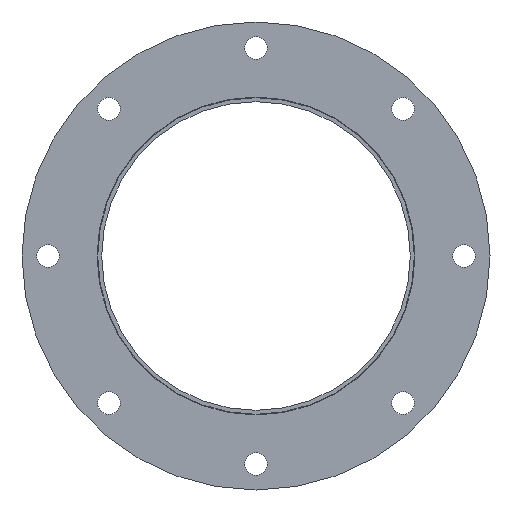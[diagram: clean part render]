
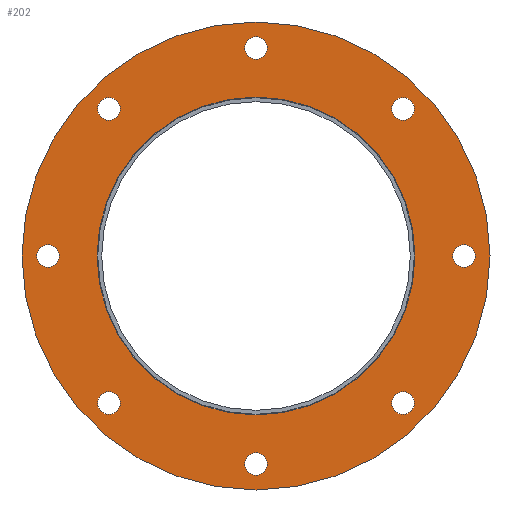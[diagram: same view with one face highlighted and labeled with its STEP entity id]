
A CAD part, front view. The second image highlights one B-rep face of the part: STEP entity #202.
In plain terms, the highlighted planar face has unit normal (0, -1, 0).
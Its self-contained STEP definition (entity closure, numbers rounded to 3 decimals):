
#3 = CIRCLE ( 'NONE', #161, 5.5 ) ;
#14 = ORIENTED_EDGE ( 'NONE', *, *, #346, .T. ) ;
#22 = FACE_BOUND ( 'NONE', #160, .T. ) ;
#24 = DIRECTION ( 'NONE',  ( 0., 1., 0. ) ) ;
#29 = CARTESIAN_POINT ( 'NONE',  ( 100., -15.2, 0. ) ) ;
#31 = ORIENTED_EDGE ( 'NONE', *, *, #393, .F. ) ;
#32 = DIRECTION ( 'NONE',  ( 0., 0., -1. ) ) ;
#33 = FACE_BOUND ( 'NONE', #126, .T. ) ;
#34 = CARTESIAN_POINT ( 'NONE',  ( 0., -15.2, -100. ) ) ;
#35 = CIRCLE ( 'NONE', #178, 5.5 ) ;
#39 = ORIENTED_EDGE ( 'NONE', *, *, #500, .T. ) ;
#45 = AXIS2_PLACEMENT_3D ( 'NONE', #101, #24, #183 ) ;
#53 = DIRECTION ( 'NONE',  ( 0., 0., -1. ) ) ;
#58 = FACE_BOUND ( 'NONE', #272, .T. ) ;
#73 = CARTESIAN_POINT ( 'NONE',  ( 0., -15.2, 94.5 ) ) ;
#80 = EDGE_LOOP ( 'NONE', ( #215 ) ) ;
#81 = FACE_BOUND ( 'NONE', #331, .T. ) ;
#86 = VERTEX_POINT ( 'NONE', #158 ) ;
#92 = DIRECTION ( 'NONE',  ( 0., -1., 0. ) ) ;
#98 = DIRECTION ( 'NONE',  ( 0., 0., -1. ) ) ;
#101 = CARTESIAN_POINT ( 'NONE',  ( 0., -15.2, 0. ) ) ;
#102 = VERTEX_POINT ( 'NONE', #339 ) ;
#108 = CIRCLE ( 'NONE', #494, 76.4 ) ;
#111 = DIRECTION ( 'NONE',  ( 0., 1., 0. ) ) ;
#112 = EDGE_LOOP ( 'NONE', ( #448 ) ) ;
#113 = CARTESIAN_POINT ( 'NONE',  ( 70.711, -15.2, -76.211 ) ) ;
#117 = CARTESIAN_POINT ( 'NONE',  ( 0., -15.2, 76.4 ) ) ;
#119 = FACE_BOUND ( 'NONE', #80, .T. ) ;
#126 = EDGE_LOOP ( 'NONE', ( #303 ) ) ;
#136 = DIRECTION ( 'NONE',  ( 0., 1., 0. ) ) ;
#138 = EDGE_LOOP ( 'NONE', ( #39 ) ) ;
#139 = CARTESIAN_POINT ( 'NONE',  ( -70.711, -15.2, -70.711 ) ) ;
#143 = FACE_OUTER_BOUND ( 'NONE', #398, .T. ) ;
#149 = EDGE_LOOP ( 'NONE', ( #357 ) ) ;
#155 = ORIENTED_EDGE ( 'NONE', *, *, #352, .T. ) ;
#158 = CARTESIAN_POINT ( 'NONE',  ( -70.711, -15.2, -76.211 ) ) ;
#160 = EDGE_LOOP ( 'NONE', ( #155 ) ) ;
#161 = AXIS2_PLACEMENT_3D ( 'NONE', #139, #220, #266 ) ;
#168 = CIRCLE ( 'NONE', #45, 112.5 ) ;
#169 = CARTESIAN_POINT ( 'NONE',  ( 0., -15.2, 100. ) ) ;
#173 = DIRECTION ( 'NONE',  ( 0., 0., -1. ) ) ;
#176 = EDGE_CURVE ( 'NONE', #250, #250, #490, .T. ) ;
#178 = AXIS2_PLACEMENT_3D ( 'NONE', #455, #495, #461 ) ;
#183 = DIRECTION ( 'NONE',  ( 0., 0., 1. ) ) ;
#188 = EDGE_CURVE ( 'NONE', #102, #102, #347, .T. ) ;
#190 = CARTESIAN_POINT ( 'NONE',  ( 100., -15.2, -5.5 ) ) ;
#193 = CARTESIAN_POINT ( 'NONE',  ( -70.711, -15.2, 65.211 ) ) ;
#202 = ADVANCED_FACE ( 'NONE', ( #280, #119, #33, #22, #405, #143, #81, #205, #58, #354 ), #210, .T. ) ;
#205 = FACE_BOUND ( 'NONE', #149, .T. ) ;
#210 = PLANE ( 'NONE',  #472 ) ;
#214 = EDGE_LOOP ( 'NONE', ( #469 ) ) ;
#215 = ORIENTED_EDGE ( 'NONE', *, *, #188, .T. ) ;
#216 = DIRECTION ( 'NONE',  ( 0., 1., 0. ) ) ;
#220 = DIRECTION ( 'NONE',  ( 0., 1., 0. ) ) ;
#227 = DIRECTION ( 'NONE',  ( 0., 1., 0. ) ) ;
#230 = VERTEX_POINT ( 'NONE', #113 ) ;
#235 = AXIS2_PLACEMENT_3D ( 'NONE', #411, #136, #173 ) ;
#237 = CIRCLE ( 'NONE', #338, 5.5 ) ;
#245 = DIRECTION ( 'NONE',  ( 0., 0., -1. ) ) ;
#250 = VERTEX_POINT ( 'NONE', #73 ) ;
#260 = CARTESIAN_POINT ( 'NONE',  ( -70.711, -15.2, 70.711 ) ) ;
#266 = DIRECTION ( 'NONE',  ( 0., 0., -1. ) ) ;
#272 = EDGE_LOOP ( 'NONE', ( #14 ) ) ;
#278 = CARTESIAN_POINT ( 'NONE',  ( 0., -15.2, 112.5 ) ) ;
#280 = FACE_BOUND ( 'NONE', #138, .T. ) ;
#287 = VERTEX_POINT ( 'NONE', #117 ) ;
#288 = CIRCLE ( 'NONE', #235, 5.5 ) ;
#302 = EDGE_CURVE ( 'NONE', #230, #230, #288, .T. ) ;
#303 = ORIENTED_EDGE ( 'NONE', *, *, #176, .T. ) ;
#316 = CARTESIAN_POINT ( 'NONE',  ( -100., -15.2, -5.5 ) ) ;
#327 = EDGE_CURVE ( 'NONE', #420, #420, #35, .T. ) ;
#329 = CARTESIAN_POINT ( 'NONE',  ( -112.5, -15.2, 0. ) ) ;
#331 = EDGE_LOOP ( 'NONE', ( #371 ) ) ;
#335 = VERTEX_POINT ( 'NONE', #482 ) ;
#338 = AXIS2_PLACEMENT_3D ( 'NONE', #260, #375, #98 ) ;
#339 = CARTESIAN_POINT ( 'NONE',  ( 70.711, -15.2, 65.211 ) ) ;
#341 = CARTESIAN_POINT ( 'NONE',  ( 0., -15.2, 0. ) ) ;
#342 = AXIS2_PLACEMENT_3D ( 'NONE', #169, #408, #402 ) ;
#346 = EDGE_CURVE ( 'NONE', #351, #351, #481, .T. ) ;
#347 = CIRCLE ( 'NONE', #415, 5.5 ) ;
#352 = EDGE_CURVE ( 'NONE', #380, #380, #237, .T. ) ;
#351 = VERTEX_POINT ( 'NONE', #190 ) ;
#354 = FACE_BOUND ( 'NONE', #214, .T. ) ;
#357 = ORIENTED_EDGE ( 'NONE', *, *, #496, .T. ) ;
#365 = CIRCLE ( 'NONE', #409, 5.5 ) ;
#371 = ORIENTED_EDGE ( 'NONE', *, *, #399, .T. ) ;
#375 = DIRECTION ( 'NONE',  ( 0., 1., 0. ) ) ;
#380 = VERTEX_POINT ( 'NONE', #193 ) ;
#393 = EDGE_CURVE ( 'NONE', #434, #434, #168, .T. ) ;
#398 = EDGE_LOOP ( 'NONE', ( #31 ) ) ;
#399 = EDGE_CURVE ( 'NONE', #287, #287, #108, .T. ) ;
#402 = DIRECTION ( 'NONE',  ( 0., 0., -1. ) ) ;
#405 = FACE_BOUND ( 'NONE', #112, .T. ) ;
#408 = DIRECTION ( 'NONE',  ( 0., 1., 0. ) ) ;
#409 = AXIS2_PLACEMENT_3D ( 'NONE', #34, #227, #32 ) ;
#411 = CARTESIAN_POINT ( 'NONE',  ( 70.711, -15.2, -70.711 ) ) ;
#415 = AXIS2_PLACEMENT_3D ( 'NONE', #451, #449, #53 ) ;
#420 = VERTEX_POINT ( 'NONE', #316 ) ;
#431 = AXIS2_PLACEMENT_3D ( 'NONE', #29, #216, #498 ) ;
#434 = VERTEX_POINT ( 'NONE', #278 ) ;
#448 = ORIENTED_EDGE ( 'NONE', *, *, #327, .T. ) ;
#449 = DIRECTION ( 'NONE',  ( 0., 1., 0. ) ) ;
#451 = CARTESIAN_POINT ( 'NONE',  ( 70.711, -15.2, 70.711 ) ) ;
#455 = CARTESIAN_POINT ( 'NONE',  ( -100., -15.2, 0. ) ) ;
#461 = DIRECTION ( 'NONE',  ( 0., 0., -1. ) ) ;
#469 = ORIENTED_EDGE ( 'NONE', *, *, #302, .T. ) ;
#471 = DIRECTION ( 'NONE',  ( 0., 0., 1. ) ) ;
#472 = AXIS2_PLACEMENT_3D ( 'NONE', #329, #92, #245 ) ;
#481 = CIRCLE ( 'NONE', #431, 5.5 ) ;
#482 = CARTESIAN_POINT ( 'NONE',  ( 0., -15.2, -105.5 ) ) ;
#490 = CIRCLE ( 'NONE', #342, 5.5 ) ;
#494 = AXIS2_PLACEMENT_3D ( 'NONE', #341, #111, #471 ) ;
#495 = DIRECTION ( 'NONE',  ( 0., 1., 0. ) ) ;
#496 = EDGE_CURVE ( 'NONE', #86, #86, #3, .T. ) ;
#498 = DIRECTION ( 'NONE',  ( 0., 0., -1. ) ) ;
#500 = EDGE_CURVE ( 'NONE', #335, #335, #365, .T. ) ;
